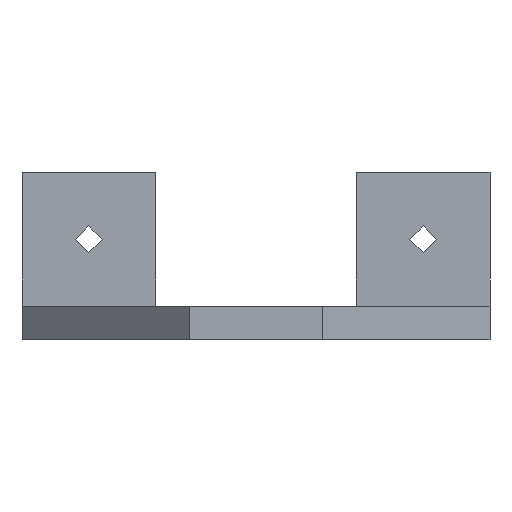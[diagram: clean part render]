
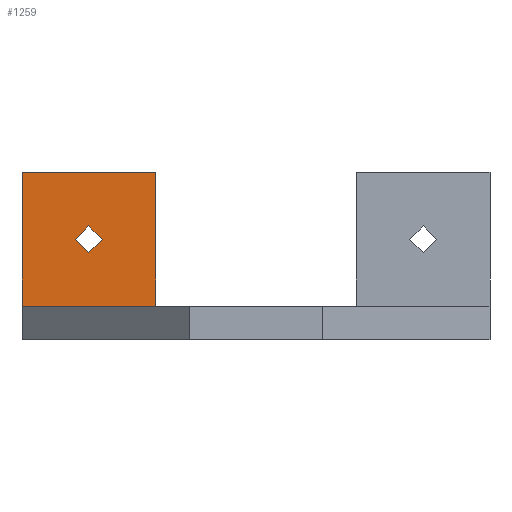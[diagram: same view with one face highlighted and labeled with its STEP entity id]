
A CAD part, front view. The second image highlights one B-rep face of the part: STEP entity #1259.
In plain terms, the highlighted planar face has unit normal (0, -1, 0).
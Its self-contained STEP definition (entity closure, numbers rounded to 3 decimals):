
#72 = PLANE('',#73);
#73 = AXIS2_PLACEMENT_3D('',#74,#75,#76);
#74 = CARTESIAN_POINT('',(150.,0.,30.));
#75 = DIRECTION('',(-0.,-0.,-1.));
#76 = DIRECTION('',(-1.,0.,0.));
#705 = VERTEX_POINT('',#706);
#706 = CARTESIAN_POINT('',(115.,-5.,30.));
#727 = EDGE_CURVE('',#705,#728,#730,.T.);
#728 = VERTEX_POINT('',#729);
#729 = CARTESIAN_POINT('',(135.,-5.,30.));
#730 = SURFACE_CURVE('',#731,(#735,#742),.PCURVE_S1.);
#731 = LINE('',#732,#733);
#732 = CARTESIAN_POINT('',(115.,-5.,30.));
#733 = VECTOR('',#734,1.);
#734 = DIRECTION('',(1.,0.,0.));
#735 = PCURVE('',#72,#736);
#736 = DEFINITIONAL_REPRESENTATION('',(#737),#741);
#737 = LINE('',#738,#739);
#738 = CARTESIAN_POINT('',(35.,-5.));
#739 = VECTOR('',#740,1.);
#740 = DIRECTION('',(-1.,0.));
#741 = ( GEOMETRIC_REPRESENTATION_CONTEXT(2) 
PARAMETRIC_REPRESENTATION_CONTEXT() REPRESENTATION_CONTEXT('2D SPACE',''
  ) );
#742 = PCURVE('',#743,#748);
#743 = PLANE('',#744);
#744 = AXIS2_PLACEMENT_3D('',#745,#746,#747);
#745 = CARTESIAN_POINT('',(115.,-5.,30.));
#746 = DIRECTION('',(0.,-1.,0.));
#747 = DIRECTION('',(0.,0.,1.));
#748 = DEFINITIONAL_REPRESENTATION('',(#749),#753);
#749 = LINE('',#750,#751);
#750 = CARTESIAN_POINT('',(0.,0.));
#751 = VECTOR('',#752,1.);
#752 = DIRECTION('',(0.,-1.));
#753 = ( GEOMETRIC_REPRESENTATION_CONTEXT(2) 
PARAMETRIC_REPRESENTATION_CONTEXT() REPRESENTATION_CONTEXT('2D SPACE',''
  ) );
#769 = PLANE('',#770);
#770 = AXIS2_PLACEMENT_3D('',#771,#772,#773);
#771 = CARTESIAN_POINT('',(135.,0.59,
    38.396));
#772 = DIRECTION('',(-1.,-0.,-0.));
#773 = DIRECTION('',(0.,0.,-1.));
#881 = PLANE('',#882);
#882 = AXIS2_PLACEMENT_3D('',#883,#884,#885);
#883 = CARTESIAN_POINT('',(115.,0.59,
    38.396));
#884 = DIRECTION('',(-1.,-0.,-0.));
#885 = DIRECTION('',(0.,0.,-1.));
#1083 = PLANE('',#1084);
#1084 = AXIS2_PLACEMENT_3D('',#1085,#1086,#1087);
#1085 = CARTESIAN_POINT('',(115.,-5.,50.));
#1086 = DIRECTION('',(0.,0.,1.));
#1087 = DIRECTION('',(0.,1.,0.));
#1190 = EDGE_CURVE('',#728,#1191,#1193,.T.);
#1191 = VERTEX_POINT('',#1192);
#1192 = CARTESIAN_POINT('',(135.,-5.,50.));
#1193 = SURFACE_CURVE('',#1194,(#1198,#1205),.PCURVE_S1.);
#1194 = LINE('',#1195,#1196);
#1195 = CARTESIAN_POINT('',(135.,-5.,30.));
#1196 = VECTOR('',#1197,1.);
#1197 = DIRECTION('',(0.,0.,1.));
#1198 = PCURVE('',#769,#1199);
#1199 = DEFINITIONAL_REPRESENTATION('',(#1200),#1204);
#1200 = LINE('',#1201,#1202);
#1201 = CARTESIAN_POINT('',(8.396,5.59));
#1202 = VECTOR('',#1203,1.);
#1203 = DIRECTION('',(-1.,0.));
#1204 = ( GEOMETRIC_REPRESENTATION_CONTEXT(2) 
PARAMETRIC_REPRESENTATION_CONTEXT() REPRESENTATION_CONTEXT('2D SPACE',''
  ) );
#1205 = PCURVE('',#743,#1206);
#1206 = DEFINITIONAL_REPRESENTATION('',(#1207),#1211);
#1207 = LINE('',#1208,#1209);
#1208 = CARTESIAN_POINT('',(0.,-20.));
#1209 = VECTOR('',#1210,1.);
#1210 = DIRECTION('',(1.,0.));
#1211 = ( GEOMETRIC_REPRESENTATION_CONTEXT(2) 
PARAMETRIC_REPRESENTATION_CONTEXT() REPRESENTATION_CONTEXT('2D SPACE',''
  ) );
#1259 = ADVANCED_FACE('',(#1260,#1308),#743,.T.);
#1260 = FACE_BOUND('',#1261,.T.);
#1261 = EDGE_LOOP('',(#1262,#1263,#1264,#1287));
#1262 = ORIENTED_EDGE('',*,*,#727,.T.);
#1263 = ORIENTED_EDGE('',*,*,#1190,.T.);
#1264 = ORIENTED_EDGE('',*,*,#1265,.F.);
#1265 = EDGE_CURVE('',#1266,#1191,#1268,.T.);
#1266 = VERTEX_POINT('',#1267);
#1267 = CARTESIAN_POINT('',(115.,-5.,50.));
#1268 = SURFACE_CURVE('',#1269,(#1273,#1280),.PCURVE_S1.);
#1269 = LINE('',#1270,#1271);
#1270 = CARTESIAN_POINT('',(115.,-5.,50.));
#1271 = VECTOR('',#1272,1.);
#1272 = DIRECTION('',(1.,0.,0.));
#1273 = PCURVE('',#743,#1274);
#1274 = DEFINITIONAL_REPRESENTATION('',(#1275),#1279);
#1275 = LINE('',#1276,#1277);
#1276 = CARTESIAN_POINT('',(20.,0.));
#1277 = VECTOR('',#1278,1.);
#1278 = DIRECTION('',(0.,-1.));
#1279 = ( GEOMETRIC_REPRESENTATION_CONTEXT(2) 
PARAMETRIC_REPRESENTATION_CONTEXT() REPRESENTATION_CONTEXT('2D SPACE',''
  ) );
#1280 = PCURVE('',#1083,#1281);
#1281 = DEFINITIONAL_REPRESENTATION('',(#1282),#1286);
#1282 = LINE('',#1283,#1284);
#1283 = CARTESIAN_POINT('',(0.,0.));
#1284 = VECTOR('',#1285,1.);
#1285 = DIRECTION('',(0.,-1.));
#1286 = ( GEOMETRIC_REPRESENTATION_CONTEXT(2) 
PARAMETRIC_REPRESENTATION_CONTEXT() REPRESENTATION_CONTEXT('2D SPACE',''
  ) );
#1287 = ORIENTED_EDGE('',*,*,#1288,.F.);
#1288 = EDGE_CURVE('',#705,#1266,#1289,.T.);
#1289 = SURFACE_CURVE('',#1290,(#1294,#1301),.PCURVE_S1.);
#1290 = LINE('',#1291,#1292);
#1291 = CARTESIAN_POINT('',(115.,-5.,30.));
#1292 = VECTOR('',#1293,1.);
#1293 = DIRECTION('',(0.,0.,1.));
#1294 = PCURVE('',#743,#1295);
#1295 = DEFINITIONAL_REPRESENTATION('',(#1296),#1300);
#1296 = LINE('',#1297,#1298);
#1297 = CARTESIAN_POINT('',(0.,0.));
#1298 = VECTOR('',#1299,1.);
#1299 = DIRECTION('',(1.,0.));
#1300 = ( GEOMETRIC_REPRESENTATION_CONTEXT(2) 
PARAMETRIC_REPRESENTATION_CONTEXT() REPRESENTATION_CONTEXT('2D SPACE',''
  ) );
#1301 = PCURVE('',#881,#1302);
#1302 = DEFINITIONAL_REPRESENTATION('',(#1303),#1307);
#1303 = LINE('',#1304,#1305);
#1304 = CARTESIAN_POINT('',(8.396,5.59));
#1305 = VECTOR('',#1306,1.);
#1306 = DIRECTION('',(-1.,0.));
#1307 = ( GEOMETRIC_REPRESENTATION_CONTEXT(2) 
PARAMETRIC_REPRESENTATION_CONTEXT() REPRESENTATION_CONTEXT('2D SPACE',''
  ) );
#1308 = FACE_BOUND('',#1309,.T.);
#1309 = EDGE_LOOP('',(#1310));
#1310 = ORIENTED_EDGE('',*,*,#1311,.F.);
#1311 = EDGE_CURVE('',#1312,#1312,#1314,.T.);
#1312 = VERTEX_POINT('',#1313);
#1313 = CARTESIAN_POINT('',(127.,-5.,40.));
#1314 = SURFACE_CURVE('',#1315,(#1320,#1327),.PCURVE_S1.);
#1315 = CIRCLE('',#1316,2.);
#1316 = AXIS2_PLACEMENT_3D('',#1317,#1318,#1319);
#1317 = CARTESIAN_POINT('',(125.,-5.,40.));
#1318 = DIRECTION('',(0.,-1.,0.));
#1319 = DIRECTION('',(1.,0.,0.));
#1320 = PCURVE('',#743,#1321);
#1321 = DEFINITIONAL_REPRESENTATION('',(#1322),#1326);
#1322 = CIRCLE('',#1323,2.);
#1323 = AXIS2_PLACEMENT_2D('',#1324,#1325);
#1324 = CARTESIAN_POINT('',(10.,-10.));
#1325 = DIRECTION('',(0.,-1.));
#1326 = ( GEOMETRIC_REPRESENTATION_CONTEXT(2) 
PARAMETRIC_REPRESENTATION_CONTEXT() REPRESENTATION_CONTEXT('2D SPACE',''
  ) );
#1327 = PCURVE('',#1328,#1333);
#1328 = CYLINDRICAL_SURFACE('',#1329,2.);
#1329 = AXIS2_PLACEMENT_3D('',#1330,#1331,#1332);
#1330 = CARTESIAN_POINT('',(125.,-5000.,40.));
#1331 = DIRECTION('',(0.,-1.,0.));
#1332 = DIRECTION('',(1.,0.,0.));
#1333 = DEFINITIONAL_REPRESENTATION('',(#1334),#1338);
#1334 = LINE('',#1335,#1336);
#1335 = CARTESIAN_POINT('',(0.,-4995.));
#1336 = VECTOR('',#1337,1.);
#1337 = DIRECTION('',(1.,0.));
#1338 = ( GEOMETRIC_REPRESENTATION_CONTEXT(2) 
PARAMETRIC_REPRESENTATION_CONTEXT() REPRESENTATION_CONTEXT('2D SPACE',''
  ) );
